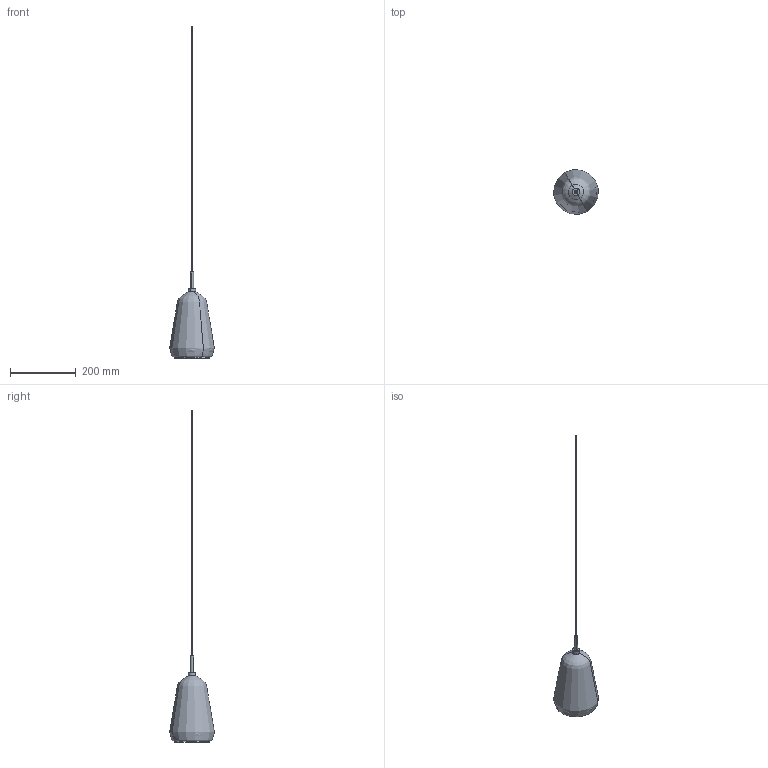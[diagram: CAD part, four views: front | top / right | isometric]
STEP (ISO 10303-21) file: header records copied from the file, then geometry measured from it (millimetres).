
FILE_DESCRIPTION(/* description */ (''),/* implementation_level */ '2;1');
FILE_NAME(/* name */ '1744.88_X-RAY',/* time_stamp */ '2023-03-14T18:41:45+01:00',/* author */ (''),/* organization */ (''),/* preprocessor_version */ 'ST-DEVELOPER v16.5',/* originating_system */ 'Rhino 7.15',/* authorisation */ '');
FILE_SCHEMA (('CONFIG_CONTROL_DESIGN'));
Length unit declared in the file: millimetre
Products named in the file (1): Document
Bounding box: 135.84 x 135.84 x 1011.4 mm (x, y, z)
Volume: 3803.1 mm3; surface area: 233020.1 mm2
Topology: 1 solids, 5 shells, 36 faces, 82 edges, 43 vertices
Faces by surface type: bspline 28, cylinder 8
Entity records: 1548 total; most frequent: CARTESIAN_POINT 1026, ORIENTED_EDGE 138, EDGE_CURVE 76, VERTEX_POINT 43, ADVANCED_FACE 36, FACE_OUTER_BOUND 36, EDGE_LOOP 36, B_SPLINE_CURVE_WITH_KNOTS 28
